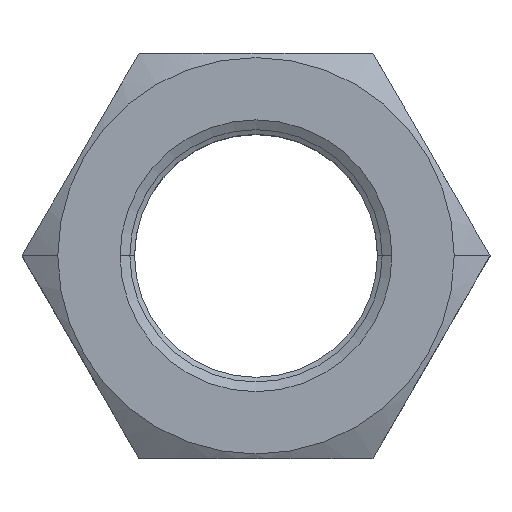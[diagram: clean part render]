
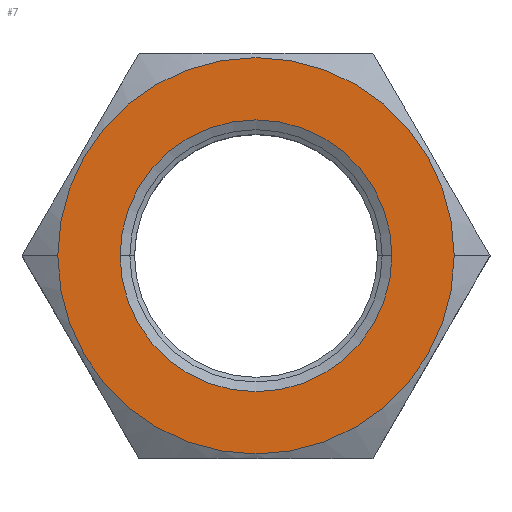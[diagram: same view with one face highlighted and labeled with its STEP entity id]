
A CAD part, top view. The second image highlights one B-rep face of the part: STEP entity #7.
In plain terms, the highlighted planar face has unit normal (0, 0, 1).
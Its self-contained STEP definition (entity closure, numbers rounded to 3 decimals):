
#7 = ADVANCED_FACE ( 'NONE', ( #2416, #1452 ), #1659, .T. ) ;
#154 = CARTESIAN_POINT ( 'NONE',  ( -11.401, 0., 0. ) ) ;
#234 = EDGE_CURVE ( 'NONE', #859, #1178, #2741, .T. ) ;
#511 = VERTEX_POINT ( 'NONE', #1886 ) ;
#613 = DIRECTION ( 'NONE',  ( 1., 0., 0. ) ) ;
#617 = DIRECTION ( 'NONE',  ( 0., 0., -1. ) ) ;
#661 = DIRECTION ( 'NONE',  ( 0., 0., -1. ) ) ;
#775 = CARTESIAN_POINT ( 'NONE',  ( 0., 0., 0. ) ) ;
#836 = DIRECTION ( 'NONE',  ( 1., 0., 0. ) ) ;
#845 = EDGE_CURVE ( 'NONE', #511, #3414, #1881, .T. ) ;
#859 = VERTEX_POINT ( 'NONE', #1106 ) ;
#897 = AXIS2_PLACEMENT_3D ( 'NONE', #2234, #617, #3304 ) ;
#919 = AXIS2_PLACEMENT_3D ( 'NONE', #3196, #3004, #1631 ) ;
#931 = EDGE_CURVE ( 'NONE', #3414, #511, #2011, .T. ) ;
#1028 = DIRECTION ( 'NONE',  ( 0., 0., 1. ) ) ;
#1030 = ORIENTED_EDGE ( 'NONE', *, *, #1831, .T. ) ;
#1106 = CARTESIAN_POINT ( 'NONE',  ( 11.401, 0., 0. ) ) ;
#1122 = CIRCLE ( 'NONE', #2290, 11.401 ) ;
#1178 = VERTEX_POINT ( 'NONE', #154 ) ;
#1391 = EDGE_LOOP ( 'NONE', ( #2306, #1925 ) ) ;
#1452 = FACE_OUTER_BOUND ( 'NONE', #1391, .T. ) ;
#1631 = DIRECTION ( 'NONE',  ( 1., 0., 0. ) ) ;
#1659 = PLANE ( 'NONE',  #1946 ) ;
#1725 = EDGE_LOOP ( 'NONE', ( #2921, #1030 ) ) ;
#1831 = EDGE_CURVE ( 'NONE', #1178, #859, #1122, .T. ) ;
#1881 = CIRCLE ( 'NONE', #2881, 16.625 ) ;
#1886 = CARTESIAN_POINT ( 'NONE',  ( -16.625, 0., 0. ) ) ;
#1899 = CARTESIAN_POINT ( 'NONE',  ( 9.815, -17., 0. ) ) ;
#1925 = ORIENTED_EDGE ( 'NONE', *, *, #931, .F. ) ;
#1946 = AXIS2_PLACEMENT_3D ( 'NONE', #1899, #1028, #613 ) ;
#2011 = CIRCLE ( 'NONE', #897, 16.625 ) ;
#2234 = CARTESIAN_POINT ( 'NONE',  ( 0., 0., 0. ) ) ;
#2290 = AXIS2_PLACEMENT_3D ( 'NONE', #775, #661, #836 ) ;
#2306 = ORIENTED_EDGE ( 'NONE', *, *, #845, .F. ) ;
#2416 = FACE_BOUND ( 'NONE', #1725, .T. ) ;
#2615 = CARTESIAN_POINT ( 'NONE',  ( 16.625, 0., 0. ) ) ;
#2741 = CIRCLE ( 'NONE', #919, 11.401 ) ;
#2864 = DIRECTION ( 'NONE',  ( 0., 0., -1. ) ) ;
#2881 = AXIS2_PLACEMENT_3D ( 'NONE', #3303, #2864, #3170 ) ;
#2921 = ORIENTED_EDGE ( 'NONE', *, *, #234, .T. ) ;
#3004 = DIRECTION ( 'NONE',  ( 0., 0., -1. ) ) ;
#3170 = DIRECTION ( 'NONE',  ( -1., 0., 0. ) ) ;
#3196 = CARTESIAN_POINT ( 'NONE',  ( 0., 0., 0. ) ) ;
#3303 = CARTESIAN_POINT ( 'NONE',  ( 0., 0., 0. ) ) ;
#3304 = DIRECTION ( 'NONE',  ( -1., 0., 0. ) ) ;
#3414 = VERTEX_POINT ( 'NONE', #2615 ) ;
